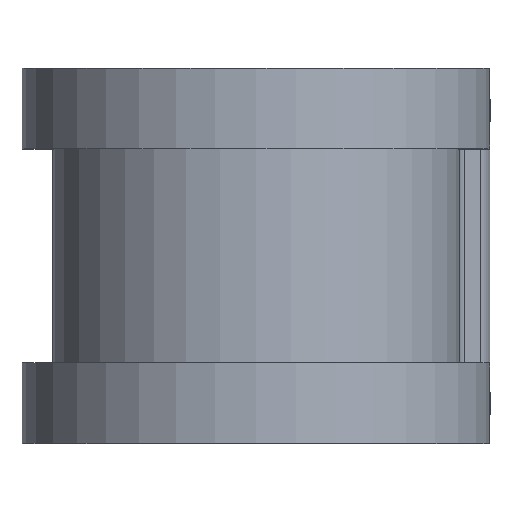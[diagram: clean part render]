
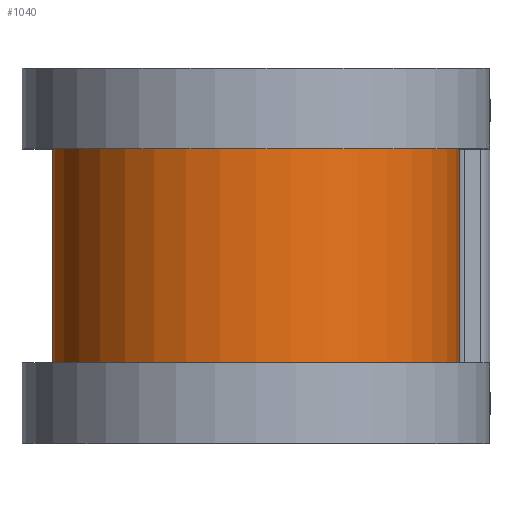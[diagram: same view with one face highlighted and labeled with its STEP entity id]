
A CAD part, top view. The second image highlights one B-rep face of the part: STEP entity #1040.
In plain terms, the highlighted cylindrical face has radius 10.274 mm (diameter 20.549 mm), a partial arc.
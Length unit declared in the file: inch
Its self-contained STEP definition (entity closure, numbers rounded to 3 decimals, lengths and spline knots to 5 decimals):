
#220 = CIRCLE ( 'NONE', #1508, 0.4045 ) ;
#243 = CYLINDRICAL_SURFACE ( 'NONE', #1323, 0.4045 ) ;
#289 = EDGE_CURVE ( 'NONE', #291, #1288, #1358, .T. ) ;
#291 = VERTEX_POINT ( 'NONE', #579 ) ;
#316 = ORIENTED_EDGE ( 'NONE', *, *, #1504, .F. ) ;
#363 = VECTOR ( 'NONE', #1685, 39.37008 ) ;
#368 = FACE_OUTER_BOUND ( 'NONE', #801, .T. ) ;
#558 = ORIENTED_EDGE ( 'NONE', *, *, #1117, .F. ) ;
#579 = CARTESIAN_POINT ( 'NONE',  ( 0.4045, 0.2125, 0. ) ) ;
#616 = DIRECTION ( 'NONE',  ( 0., -1., 0. ) ) ;
#634 = CARTESIAN_POINT ( 'NONE',  ( 0., -0.2125, 0. ) ) ;
#645 = VERTEX_POINT ( 'NONE', #1336 ) ;
#670 = CARTESIAN_POINT ( 'NONE',  ( 0.4045, -0.2125, 0. ) ) ;
#692 = VERTEX_POINT ( 'NONE', #670 ) ;
#749 = CARTESIAN_POINT ( 'NONE',  ( 0.4045, 0.3125, 0. ) ) ;
#778 = DIRECTION ( 'NONE',  ( 0., 0., -1. ) ) ;
#801 = EDGE_LOOP ( 'NONE', ( #316, #1395, #840, #558 ) ) ;
#840 = ORIENTED_EDGE ( 'NONE', *, *, #908, .T. ) ;
#865 = CARTESIAN_POINT ( 'NONE',  ( 0., 0.3125, -0.4045 ) ) ;
#908 = EDGE_CURVE ( 'NONE', #1288, #645, #1691, .T. ) ;
#943 = CARTESIAN_POINT ( 'NONE',  ( 0., 0.2125, -0.4045 ) ) ;
#984 = DIRECTION ( 'NONE',  ( 0., 0., -1. ) ) ;
#1040 = ADVANCED_FACE ( 'NONE', ( #368 ), #243, .T. ) ;
#1053 = VECTOR ( 'NONE', #1136, 39.37008 ) ;
#1117 = EDGE_CURVE ( 'NONE', #692, #645, #220, .T. ) ;
#1136 = DIRECTION ( 'NONE',  ( 0., -1., 0. ) ) ;
#1221 = DIRECTION ( 'NONE',  ( 0., -1., 0. ) ) ;
#1276 = AXIS2_PLACEMENT_3D ( 'NONE', #1379, #1221, #984 ) ;
#1288 = VERTEX_POINT ( 'NONE', #943 ) ;
#1323 = AXIS2_PLACEMENT_3D ( 'NONE', #1565, #616, #1703 ) ;
#1336 = CARTESIAN_POINT ( 'NONE',  ( 0., -0.2125, -0.4045 ) ) ;
#1358 = CIRCLE ( 'NONE', #1276, 0.4045 ) ;
#1379 = CARTESIAN_POINT ( 'NONE',  ( 0., 0.2125, 0. ) ) ;
#1395 = ORIENTED_EDGE ( 'NONE', *, *, #289, .T. ) ;
#1450 = LINE ( 'NONE', #749, #363 ) ;
#1504 = EDGE_CURVE ( 'NONE', #291, #692, #1450, .T. ) ;
#1508 = AXIS2_PLACEMENT_3D ( 'NONE', #634, #1584, #778 ) ;
#1565 = CARTESIAN_POINT ( 'NONE',  ( 0., 0.3125, 0. ) ) ;
#1584 = DIRECTION ( 'NONE',  ( 0., -1., 0. ) ) ;
#1685 = DIRECTION ( 'NONE',  ( 0., -1., 0. ) ) ;
#1691 = LINE ( 'NONE', #865, #1053 ) ;
#1703 = DIRECTION ( 'NONE',  ( 0., 0., -1. ) ) ;
